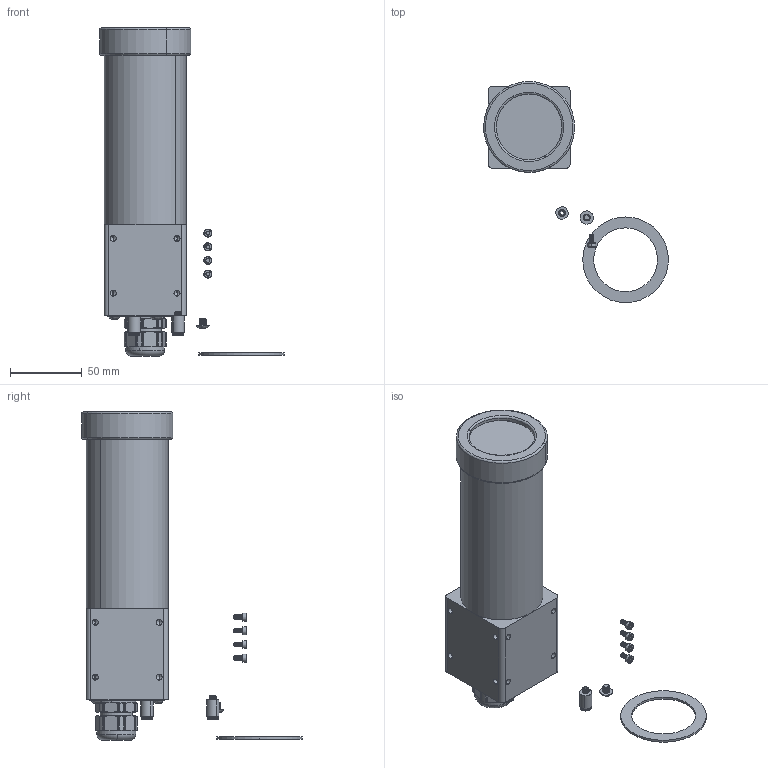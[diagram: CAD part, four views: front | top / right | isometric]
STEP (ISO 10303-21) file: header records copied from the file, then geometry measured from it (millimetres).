
FILE_DESCRIPTION (( 'STEP AP203' ), '1' );
FILE_NAME ('22C-AG.STEP', '2022-01-20T15:51:59', ( '' ), ( '' ), 'SwSTEP 2.0', 'SolidWorks 2021', '' );
FILE_SCHEMA (( 'CONFIG_CONTROL_DESIGN' ));
Length unit declared in the file: inch
Products named in the file (23): 91292A111_91292A111; PG16-N03; 9452K93; 5779K244_5779K244; 400303; PG16-S01; 200507; 200510; 400301; 500500; 200508; 91292A121_91292A121; 400302; 200427; 92095A188_92095A188; 22C-AG; PG16-B01; PG16-01-01-01-03; 200509; PG16-I01; SP-032-2; 92949A259_92949A259; 200347
Assembly tree (32 placements, depth 3):
  22C-AG
    200427
    9452K93
    500500
    200507
    200508
    400301
    400303
    200509
      200510
      SP-032-2  x2
    200347
    92095A188_92095A188  x4
    5779K244_5779K244  x2
    PG16-01-01-01-03
      PG16-B01
      PG16-I01
      PG16-S01
      PG16-N03
    91292A121_91292A121  x2
    92949A259_92949A259  x2
    400302
    91292A111_91292A111  x4
Bounding box: 128.8 x 153.76 x 228.74 mm (x, y, z)
Volume: 220208.5 mm3; surface area: 130828.8 mm2
Topology: 31 solids, 31 shells, 1678 faces, 4260 edges, 2671 vertices
Faces by surface type: cylinder 914, plane 407, cone 290, bspline 36, torus 19, sphere 12
Entity records: 39343 total; most frequent: CARTESIAN_POINT 14676, ORIENTED_EDGE 4798, DIRECTION 4404, EDGE_CURVE 2399, AXIS2_PLACEMENT_3D 1700, VERTEX_POINT 1511, EDGE_LOOP 1084, VECTOR 1004
